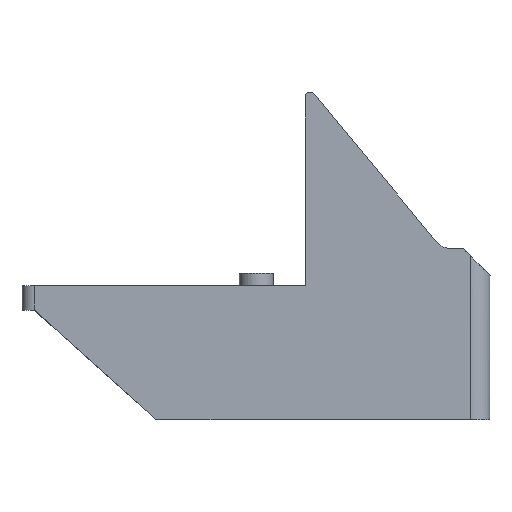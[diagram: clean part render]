
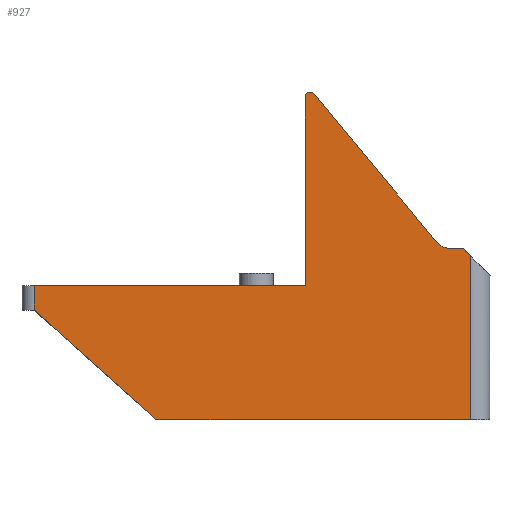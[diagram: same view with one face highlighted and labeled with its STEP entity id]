
A CAD part, left-side view. The second image highlights one B-rep face of the part: STEP entity #927.
In plain terms, the highlighted planar face has unit normal (-1, 0, 0).
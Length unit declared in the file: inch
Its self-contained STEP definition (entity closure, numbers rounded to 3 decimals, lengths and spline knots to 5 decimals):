
#33=PLANE('',#1007);
#67=LINE('',#1412,#156);
#70=LINE('',#1422,#159);
#73=LINE('',#1428,#162);
#78=LINE('',#1440,#167);
#79=LINE('',#1442,#168);
#80=LINE('',#1444,#169);
#81=LINE('',#1446,#170);
#82=LINE('',#1447,#171);
#83=LINE('',#1449,#172);
#156=VECTOR('',#1124,0.3937);
#159=VECTOR('',#1133,0.3937);
#162=VECTOR('',#1138,0.3937);
#167=VECTOR('',#1149,0.3937);
#168=VECTOR('',#1150,0.3937);
#169=VECTOR('',#1151,0.3937);
#170=VECTOR('',#1152,0.3937);
#171=VECTOR('',#1153,0.3937);
#172=VECTOR('',#1154,0.3937);
#246=FACE_OUTER_BOUND('',#298,.T.);
#298=EDGE_LOOP('',(#665,#666,#667,#668,#669,#670,#671,#672,#673,#674,#675));
#368=CIRCLE('',#997,0.025);
#371=CIRCLE('',#1008,0.1);
#411=VERTEX_POINT('',#1393);
#412=VERTEX_POINT('',#1395);
#418=VERTEX_POINT('',#1411);
#419=VERTEX_POINT('',#1415);
#422=VERTEX_POINT('',#1420);
#424=VERTEX_POINT('',#1426);
#428=VERTEX_POINT('',#1439);
#429=VERTEX_POINT('',#1441);
#430=VERTEX_POINT('',#1443);
#431=VERTEX_POINT('',#1445);
#432=VERTEX_POINT('',#1448);
#500=EDGE_CURVE('',#411,#412,#368,.T.);
#508=EDGE_CURVE('',#418,#412,#67,.T.);
#513=EDGE_CURVE('',#422,#419,#70,.T.);
#516=EDGE_CURVE('',#424,#422,#73,.T.);
#522=EDGE_CURVE('',#428,#411,#78,.T.);
#523=EDGE_CURVE('',#429,#428,#79,.T.);
#524=EDGE_CURVE('',#430,#429,#80,.T.);
#525=EDGE_CURVE('',#430,#431,#81,.T.);
#526=EDGE_CURVE('',#419,#431,#82,.T.);
#527=EDGE_CURVE('',#424,#432,#83,.T.);
#528=EDGE_CURVE('',#418,#432,#371,.T.);
#665=ORIENTED_EDGE('',*,*,#500,.F.);
#666=ORIENTED_EDGE('',*,*,#522,.F.);
#667=ORIENTED_EDGE('',*,*,#523,.F.);
#668=ORIENTED_EDGE('',*,*,#524,.F.);
#669=ORIENTED_EDGE('',*,*,#525,.T.);
#670=ORIENTED_EDGE('',*,*,#526,.F.);
#671=ORIENTED_EDGE('',*,*,#513,.F.);
#672=ORIENTED_EDGE('',*,*,#516,.F.);
#673=ORIENTED_EDGE('',*,*,#527,.T.);
#674=ORIENTED_EDGE('',*,*,#528,.F.);
#675=ORIENTED_EDGE('',*,*,#508,.T.);
#927=ADVANCED_FACE('',(#246),#33,.T.);
#997=AXIS2_PLACEMENT_3D('',#1396,#1110,#1111);
#1007=AXIS2_PLACEMENT_3D('',#1438,#1147,#1148);
#1008=AXIS2_PLACEMENT_3D('',#1450,#1155,#1156);
#1110=DIRECTION('center_axis',(1.,0.,0.));
#1111=DIRECTION('ref_axis',(0.,0.339,0.941));
#1124=DIRECTION('',(0.,0.639,0.769));
#1133=DIRECTION('',(0.,0.,-1.));
#1138=DIRECTION('',(0.,-0.707,-0.707));
#1147=DIRECTION('center_axis',(-1.,0.,0.));
#1148=DIRECTION('ref_axis',(0.,-1.,0.));
#1149=DIRECTION('',(0.,0.,1.));
#1150=DIRECTION('',(0.,-1.,0.));
#1151=DIRECTION('',(0.,0.,1.));
#1152=DIRECTION('',(0.,-0.745,-0.667));
#1153=DIRECTION('',(0.,1.,0.));
#1154=DIRECTION('',(0.,1.,0.));
#1155=DIRECTION('center_axis',(-1.,0.,0.));
#1156=DIRECTION('ref_axis',(0.,0.703,-0.712));
#1393=CARTESIAN_POINT('',(-0.25,-0.25,1.09137));
#1395=CARTESIAN_POINT('',(-0.25,-0.29424,1.10734));
#1396=CARTESIAN_POINT('Origin',(-0.25,-0.275,1.09137));
#1411=CARTESIAN_POINT('',(-0.25,-0.91587,0.35839));
#1412=CARTESIAN_POINT('',(-0.25,-0.5724,0.7722));
#1415=CARTESIAN_POINT('',(-0.25,-1.09612,-0.5625));
#1420=CARTESIAN_POINT('',(-0.25,-1.09612,0.27888));
#1422=CARTESIAN_POINT('',(-0.25,-1.09612,0.0625));
#1426=CARTESIAN_POINT('',(-0.25,-1.06066,0.31434));
#1428=CARTESIAN_POINT('',(-0.25,-0.25,1.125));
#1438=CARTESIAN_POINT('Origin',(-0.25,1.2,0.));
#1439=CARTESIAN_POINT('',(-0.25,-0.25,0.125));
#1440=CARTESIAN_POINT('',(-0.25,-0.25,0.125));
#1441=CARTESIAN_POINT('',(-0.25,1.1375,0.125));
#1442=CARTESIAN_POINT('',(-0.25,0.5875,0.125));
#1443=CARTESIAN_POINT('',(-0.25,1.1375,0.));
#1444=CARTESIAN_POINT('',(-0.25,1.1375,0.));
#1445=CARTESIAN_POINT('',(-0.25,0.50937,-0.5625));
#1446=CARTESIAN_POINT('',(-0.25,1.1375,0.));
#1447=CARTESIAN_POINT('',(-0.25,0.6125,-0.5625));
#1448=CARTESIAN_POINT('',(-0.25,-0.99875,0.31434));
#1449=CARTESIAN_POINT('',(-0.25,-0.00283,0.31434));
#1450=CARTESIAN_POINT('Origin',(-0.25,-0.99875,0.41434));
